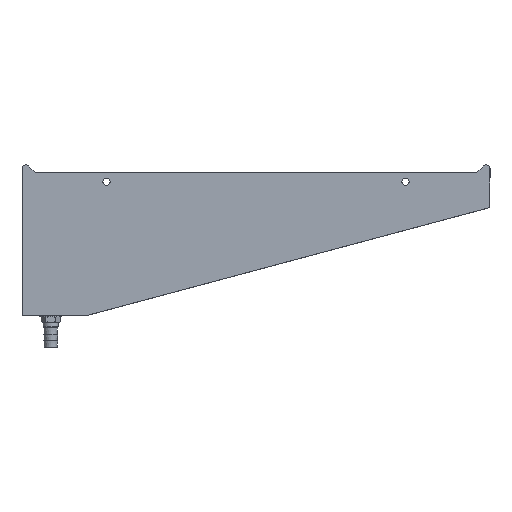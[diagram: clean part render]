
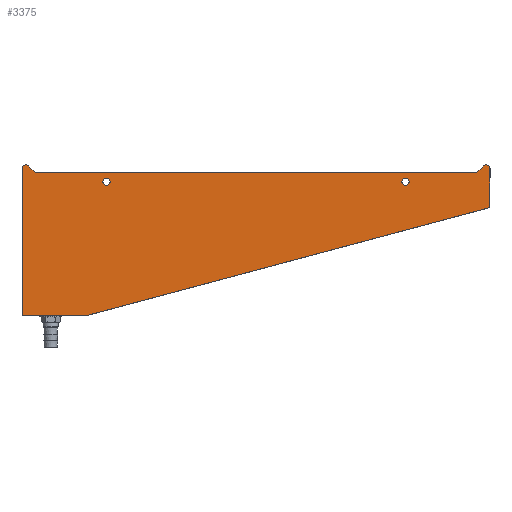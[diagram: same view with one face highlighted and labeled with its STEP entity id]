
A CAD part, top view. The second image highlights one B-rep face of the part: STEP entity #3375.
In plain terms, the highlighted planar face has unit normal (0, 0, 1).
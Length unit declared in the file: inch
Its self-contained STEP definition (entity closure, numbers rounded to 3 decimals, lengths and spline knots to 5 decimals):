
#107 = DIRECTION ( 'NONE',  ( 0., 0., 1. ) ) ;
#125 = DIRECTION ( 'NONE',  ( 0., 0., 1. ) ) ;
#143 = CARTESIAN_POINT ( 'NONE',  ( 14.16427, 3.28332, 1.9685 ) ) ;
#150 = EDGE_CURVE ( 'NONE', #421, #1020, #1871, .T. ) ;
#203 = DIRECTION ( 'NONE',  ( 0., 1., 0. ) ) ;
#216 = VECTOR ( 'NONE', #2588, 39.37008 ) ;
#267 = VERTEX_POINT ( 'NONE', #4263 ) ;
#299 = CARTESIAN_POINT ( 'NONE',  ( 0.39427, 4.3438, 1.9685 ) ) ;
#323 = CARTESIAN_POINT ( 'NONE',  ( 0.39427, 4.3438, 1.9685 ) ) ;
#364 = CARTESIAN_POINT ( 'NONE',  ( 1.95927, 0.013, 1.9685 ) ) ;
#369 = AXIS2_PLACEMENT_3D ( 'NONE', #3347, #734, #388 ) ;
#388 = DIRECTION ( 'NONE',  ( 1., 0., 0. ) ) ;
#410 = VERTEX_POINT ( 'NONE', #1993 ) ;
#421 = VERTEX_POINT ( 'NONE', #2066 ) ;
#425 = LINE ( 'NONE', #1773, #2608 ) ;
#450 = DIRECTION ( 'NONE',  ( 1., 0., 0. ) ) ;
#523 = VERTEX_POINT ( 'NONE', #3517 ) ;
#542 = AXIS2_PLACEMENT_3D ( 'NONE', #2870, #837, #3557 ) ;
#548 = VECTOR ( 'NONE', #1327, 39.37008 ) ;
#635 = EDGE_CURVE ( 'NONE', #687, #421, #2729, .T. ) ;
#644 = VECTOR ( 'NONE', #203, 39.37008 ) ;
#668 = ORIENTED_EDGE ( 'NONE', *, *, #4041, .T. ) ;
#687 = VERTEX_POINT ( 'NONE', #3368 ) ;
#704 = EDGE_LOOP ( 'NONE', ( #3068, #3702, #2543, #2285, #3333, #668, #1518, #1619, #3259, #3280 ) ) ;
#716 = EDGE_CURVE ( 'NONE', #410, #1009, #1999, .T. ) ;
#734 = DIRECTION ( 'NONE',  ( 0., 0., 1. ) ) ;
#756 = ORIENTED_EDGE ( 'NONE', *, *, #1842, .F. ) ;
#821 = CARTESIAN_POINT ( 'NONE',  ( 1.95927, 0.013, 1.9685 ) ) ;
#837 = DIRECTION ( 'NONE',  ( 0., 0., 1. ) ) ;
#853 = AXIS2_PLACEMENT_3D ( 'NONE', #3392, #3720, #3013 ) ;
#890 = CARTESIAN_POINT ( 'NONE',  ( 13.76072, 4.3438, 1.9685 ) ) ;
#915 = CARTESIAN_POINT ( 'NONE',  ( 2.65804, 4.06821, 1.9685 ) ) ;
#966 = EDGE_CURVE ( 'NONE', #1020, #410, #3374, .T. ) ;
#1009 = VERTEX_POINT ( 'NONE', #821 ) ;
#1013 = AXIS2_PLACEMENT_3D ( 'NONE', #3017, #107, #2743 ) ;
#1020 = VERTEX_POINT ( 'NONE', #2519 ) ;
#1162 = FACE_BOUND ( 'NONE', #3653, .T. ) ;
#1207 = LINE ( 'NONE', #890, #2140 ) ;
#1327 = DIRECTION ( 'NONE',  ( 0.966, 0.259, 0. ) ) ;
#1332 = CARTESIAN_POINT ( 'NONE',  ( 14.16427, 4.46221, 1.9685 ) ) ;
#1340 = VERTEX_POINT ( 'NONE', #299 ) ;
#1470 = AXIS2_PLACEMENT_3D ( 'NONE', #3393, #3481, #450 ) ;
#1482 = CARTESIAN_POINT ( 'NONE',  ( 13.96264, 4.54572, 1.9685 ) ) ;
#1512 = VERTEX_POINT ( 'NONE', #1482 ) ;
#1518 = ORIENTED_EDGE ( 'NONE', *, *, #3244, .T. ) ;
#1545 = EDGE_CURVE ( 'NONE', #1340, #687, #425, .T. ) ;
#1561 = DIRECTION ( 'NONE',  ( -0.707, -0.707, 0. ) ) ;
#1619 = ORIENTED_EDGE ( 'NONE', *, *, #2473, .T. ) ;
#1644 = DIRECTION ( 'NONE',  ( 1., 0., 0. ) ) ;
#1663 = DIRECTION ( 'NONE',  ( -1., 0., 0. ) ) ;
#1688 = VECTOR ( 'NONE', #1663, 39.37008 ) ;
#1706 = CIRCLE ( 'NONE', #369, 0.10827 ) ;
#1725 = ORIENTED_EDGE ( 'NONE', *, *, #1800, .F. ) ;
#1773 = CARTESIAN_POINT ( 'NONE',  ( 0.19235, 4.54572, 1.9685 ) ) ;
#1800 = EDGE_CURVE ( 'NONE', #267, #267, #4252, .T. ) ;
#1825 = CARTESIAN_POINT ( 'NONE',  ( -0.00928, 4.46221, 1.9685 ) ) ;
#1834 = PLANE ( 'NONE',  #542 ) ;
#1837 = DIRECTION ( 'NONE',  ( 1., 0., 0. ) ) ;
#1842 = EDGE_CURVE ( 'NONE', #3596, #3596, #1706, .T. ) ;
#1859 = FACE_OUTER_BOUND ( 'NONE', #704, .T. ) ;
#1871 = LINE ( 'NONE', #1825, #216 ) ;
#1986 = CARTESIAN_POINT ( 'NONE',  ( 13.76072, 4.3438, 1.9685 ) ) ;
#1993 = CARTESIAN_POINT ( 'NONE',  ( 0.06946, 0.013, 1.9685 ) ) ;
#1999 = LINE ( 'NONE', #364, #2316 ) ;
#2066 = CARTESIAN_POINT ( 'NONE',  ( -0.00928, 4.46221, 1.9685 ) ) ;
#2091 = CARTESIAN_POINT ( 'NONE',  ( 0.06946, 0.09174, 1.9685 ) ) ;
#2140 = VECTOR ( 'NONE', #1561, 39.37008 ) ;
#2158 = DIRECTION ( 'NONE',  ( -0.707, 0.707, 0. ) ) ;
#2255 = LINE ( 'NONE', #3573, #548 ) ;
#2274 = LINE ( 'NONE', #323, #1688 ) ;
#2285 = ORIENTED_EDGE ( 'NONE', *, *, #716, .T. ) ;
#2316 = VECTOR ( 'NONE', #1644, 39.37008 ) ;
#2473 = EDGE_CURVE ( 'NONE', #1512, #3613, #1207, .T. ) ;
#2496 = FACE_BOUND ( 'NONE', #2837, .T. ) ;
#2519 = CARTESIAN_POINT ( 'NONE',  ( -0.00928, 0.09174, 1.9685 ) ) ;
#2526 = VERTEX_POINT ( 'NONE', #1332 ) ;
#2543 = ORIENTED_EDGE ( 'NONE', *, *, #966, .T. ) ;
#2585 = CIRCLE ( 'NONE', #1470, 0.11811 ) ;
#2588 = DIRECTION ( 'NONE',  ( 0., -1., 0. ) ) ;
#2608 = VECTOR ( 'NONE', #2158, 39.37008 ) ;
#2729 = CIRCLE ( 'NONE', #853, 0.11811 ) ;
#2743 = DIRECTION ( 'NONE',  ( 1., 0., 0. ) ) ;
#2837 = EDGE_LOOP ( 'NONE', ( #756 ) ) ;
#2844 = EDGE_CURVE ( 'NONE', #1009, #523, #2255, .T. ) ;
#2870 = CARTESIAN_POINT ( 'NONE',  ( 0.10883, 4.46221, 1.9685 ) ) ;
#3013 = DIRECTION ( 'NONE',  ( 1., 0., 0. ) ) ;
#3017 = CARTESIAN_POINT ( 'NONE',  ( 11.60489, 4.06821, 1.9685 ) ) ;
#3068 = ORIENTED_EDGE ( 'NONE', *, *, #635, .T. ) ;
#3177 = AXIS2_PLACEMENT_3D ( 'NONE', #2091, #125, #1837 ) ;
#3244 = EDGE_CURVE ( 'NONE', #2526, #1512, #2585, .T. ) ;
#3259 = ORIENTED_EDGE ( 'NONE', *, *, #3857, .T. ) ;
#3280 = ORIENTED_EDGE ( 'NONE', *, *, #1545, .T. ) ;
#3333 = ORIENTED_EDGE ( 'NONE', *, *, #2844, .T. ) ;
#3347 = CARTESIAN_POINT ( 'NONE',  ( 2.54977, 4.06821, 1.9685 ) ) ;
#3368 = CARTESIAN_POINT ( 'NONE',  ( 0.19235, 4.54572, 1.9685 ) ) ;
#3374 = CIRCLE ( 'NONE', #3177, 0.07874 ) ;
#3375 = ADVANCED_FACE ( 'NONE', ( #1162, #2496, #1859 ), #1834, .T. ) ;
#3392 = CARTESIAN_POINT ( 'NONE',  ( 0.10883, 4.46221, 1.9685 ) ) ;
#3393 = CARTESIAN_POINT ( 'NONE',  ( 14.04616, 4.46221, 1.9685 ) ) ;
#3481 = DIRECTION ( 'NONE',  ( 0., 0., 1. ) ) ;
#3517 = CARTESIAN_POINT ( 'NONE',  ( 14.16427, 3.28332, 1.9685 ) ) ;
#3557 = DIRECTION ( 'NONE',  ( 1., 0., 0. ) ) ;
#3573 = CARTESIAN_POINT ( 'NONE',  ( 14.16427, 3.28332, 1.9685 ) ) ;
#3596 = VERTEX_POINT ( 'NONE', #915 ) ;
#3613 = VERTEX_POINT ( 'NONE', #1986 ) ;
#3653 = EDGE_LOOP ( 'NONE', ( #1725 ) ) ;
#3702 = ORIENTED_EDGE ( 'NONE', *, *, #150, .T. ) ;
#3720 = DIRECTION ( 'NONE',  ( 0., 0., 1. ) ) ;
#3857 = EDGE_CURVE ( 'NONE', #3613, #1340, #2274, .T. ) ;
#4041 = EDGE_CURVE ( 'NONE', #523, #2526, #4103, .T. ) ;
#4103 = LINE ( 'NONE', #143, #644 ) ;
#4252 = CIRCLE ( 'NONE', #1013, 0.10827 ) ;
#4263 = CARTESIAN_POINT ( 'NONE',  ( 11.71316, 4.06821, 1.9685 ) ) ;
